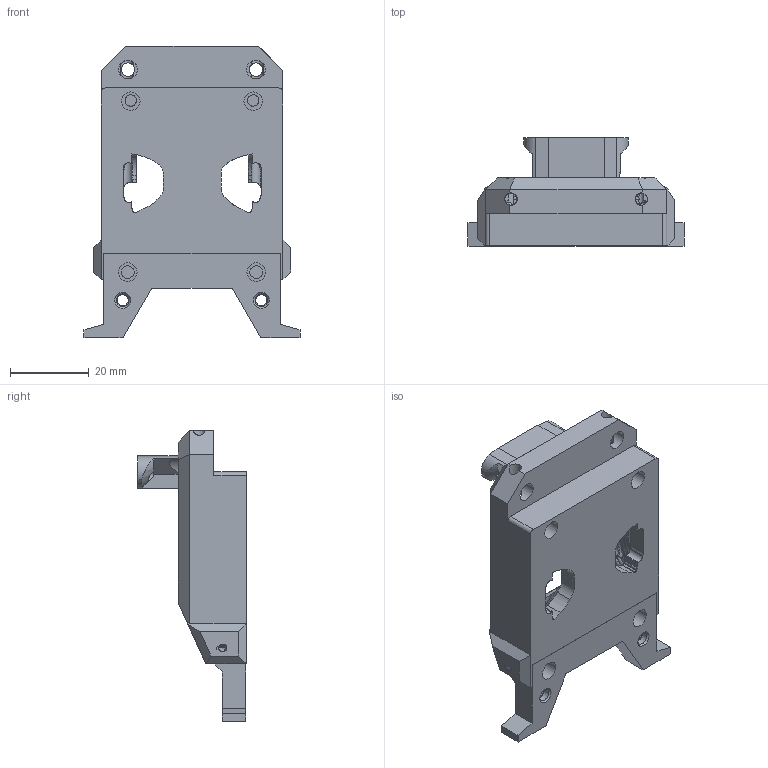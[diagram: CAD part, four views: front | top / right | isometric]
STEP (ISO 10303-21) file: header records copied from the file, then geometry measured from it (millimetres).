
FILE_DESCRIPTION(/* description */ (''),/* implementation_level */ '2;1');
FILE_NAME(/* name */ 'Tapchanger-Lite-Rods-Base-Xol-Toolhead.step',/* time_stamp */ '2023-09-20T00:14:16+02:00',/* author */ (''),/* organization */ (''),/* preprocessor_version */ 'ST-DEVELOPER v20',/* originating_system */ 'Autodesk Translation Framework v12.9.0.99',/* authorisation */ '');
FILE_SCHEMA (('AUTOMOTIVE_DESIGN { 1 0 10303 214 3 1 1 }'));
Length unit declared in the file: millimetre
Products named in the file (1): Tapchanger-Lite-Rods-Base-Xol-Toolhead
Bounding box: 54.7 x 27.42 x 73.75 mm (x, y, z)
Volume: 29917.4 mm3; surface area: 12686.9 mm2
Topology: 1 solids, 1 shells, 624 faces, 1783 edges, 1158 vertices
Faces by surface type: cylinder 220, plane 219, bspline 161, torus 18, cone 6
Full cylindrical faces by diameter (mm): 1.842 x2, 2.35 x26, 2.8 x4, 3 x22, 3.14 x4, 3.2 x4, 3.4 x2, 4.7 x6, 5.5 x1
Entity records: 32573 total; most frequent: CARTESIAN_POINT 17388, ORIENTED_EDGE 3566, DIRECTION 2747, EDGE_CURVE 1783, VERTEX_POINT 1158, AXIS2_PLACEMENT_3D 1078, EDGE_LOOP 653, FACE_OUTER_BOUND 624
